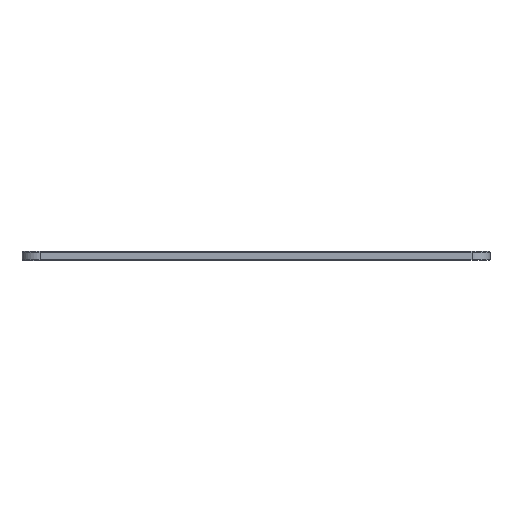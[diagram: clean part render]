
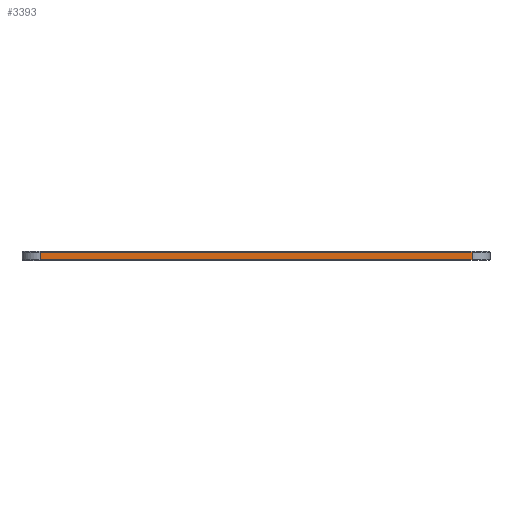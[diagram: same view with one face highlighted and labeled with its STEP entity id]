
A CAD part, front view. The second image highlights one B-rep face of the part: STEP entity #3393.
In plain terms, the highlighted planar face has unit normal (0, -1, 0).
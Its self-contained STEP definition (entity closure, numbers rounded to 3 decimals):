
#158 = PLANE('',#159);
#159 = AXIS2_PLACEMENT_3D('',#160,#161,#162);
#160 = CARTESIAN_POINT('',(0.,-6.1,0.15));
#161 = DIRECTION('',(0.,-0.707,-0.707));
#162 = DIRECTION('',(-1.,-0.,-0.));
#1313 = VERTEX_POINT('',#1314);
#1314 = CARTESIAN_POINT('',(150.,-6.25,0.3));
#1350 = CYLINDRICAL_SURFACE('',#1351,6.25);
#1351 = AXIS2_PLACEMENT_3D('',#1352,#1353,#1354);
#1352 = CARTESIAN_POINT('',(150.,0.,0.));
#1353 = DIRECTION('',(-0.,-0.,-1.));
#1354 = DIRECTION('',(1.,0.,0.));
#1422 = VERTEX_POINT('',#1423);
#1423 = CARTESIAN_POINT('',(0.,-6.25,0.3));
#1444 = EDGE_CURVE('',#1422,#1313,#1445,.T.);
#1445 = SURFACE_CURVE('',#1446,(#1450,#1457),.PCURVE_S1.);
#1446 = LINE('',#1447,#1448);
#1447 = CARTESIAN_POINT('',(0.,-6.25,0.3));
#1448 = VECTOR('',#1449,1.);
#1449 = DIRECTION('',(1.,0.,0.));
#1450 = PCURVE('',#158,#1451);
#1451 = DEFINITIONAL_REPRESENTATION('',(#1452),#1456);
#1452 = LINE('',#1453,#1454);
#1453 = CARTESIAN_POINT('',(-0.,-0.212));
#1454 = VECTOR('',#1455,1.);
#1455 = DIRECTION('',(-1.,0.));
#1456 = ( GEOMETRIC_REPRESENTATION_CONTEXT(2) 
PARAMETRIC_REPRESENTATION_CONTEXT() REPRESENTATION_CONTEXT('2D SPACE',''
  ) );
#1457 = PCURVE('',#1458,#1463);
#1458 = PLANE('',#1459);
#1459 = AXIS2_PLACEMENT_3D('',#1460,#1461,#1462);
#1460 = CARTESIAN_POINT('',(0.,-6.25,0.));
#1461 = DIRECTION('',(0.,1.,0.));
#1462 = DIRECTION('',(1.,0.,0.));
#1463 = DEFINITIONAL_REPRESENTATION('',(#1464),#1468);
#1464 = LINE('',#1465,#1466);
#1465 = CARTESIAN_POINT('',(0.,-0.3));
#1466 = VECTOR('',#1467,1.);
#1467 = DIRECTION('',(1.,0.));
#1468 = ( GEOMETRIC_REPRESENTATION_CONTEXT(2) 
PARAMETRIC_REPRESENTATION_CONTEXT() REPRESENTATION_CONTEXT('2D SPACE',''
  ) );
#1491 = CYLINDRICAL_SURFACE('',#1492,6.25);
#1492 = AXIS2_PLACEMENT_3D('',#1493,#1494,#1495);
#1493 = CARTESIAN_POINT('',(0.,0.,0.));
#1494 = DIRECTION('',(-0.,-0.,-1.));
#1495 = DIRECTION('',(1.,0.,0.));
#3288 = EDGE_CURVE('',#1313,#3289,#3291,.T.);
#3289 = VERTEX_POINT('',#3290);
#3290 = CARTESIAN_POINT('',(150.,-6.25,2.825));
#3291 = SURFACE_CURVE('',#3292,(#3296,#3303),.PCURVE_S1.);
#3292 = LINE('',#3293,#3294);
#3293 = CARTESIAN_POINT('',(150.,-6.25,0.));
#3294 = VECTOR('',#3295,1.);
#3295 = DIRECTION('',(0.,0.,1.));
#3296 = PCURVE('',#1350,#3297);
#3297 = DEFINITIONAL_REPRESENTATION('',(#3298),#3302);
#3298 = LINE('',#3299,#3300);
#3299 = CARTESIAN_POINT('',(-4.712,0.));
#3300 = VECTOR('',#3301,1.);
#3301 = DIRECTION('',(-0.,-1.));
#3302 = ( GEOMETRIC_REPRESENTATION_CONTEXT(2) 
PARAMETRIC_REPRESENTATION_CONTEXT() REPRESENTATION_CONTEXT('2D SPACE',''
  ) );
#3303 = PCURVE('',#1458,#3304);
#3304 = DEFINITIONAL_REPRESENTATION('',(#3305),#3309);
#3305 = LINE('',#3306,#3307);
#3306 = CARTESIAN_POINT('',(150.,0.));
#3307 = VECTOR('',#3308,1.);
#3308 = DIRECTION('',(0.,-1.));
#3309 = ( GEOMETRIC_REPRESENTATION_CONTEXT(2) 
PARAMETRIC_REPRESENTATION_CONTEXT() REPRESENTATION_CONTEXT('2D SPACE',''
  ) );
#3393 = ADVANCED_FACE('',(#3394),#1458,.F.);
#3394 = FACE_BOUND('',#3395,.F.);
#3395 = EDGE_LOOP('',(#3396,#3419,#3445,#3446));
#3396 = ORIENTED_EDGE('',*,*,#3397,.T.);
#3397 = EDGE_CURVE('',#1422,#3398,#3400,.T.);
#3398 = VERTEX_POINT('',#3399);
#3399 = CARTESIAN_POINT('',(0.,-6.25,2.825));
#3400 = SURFACE_CURVE('',#3401,(#3405,#3412),.PCURVE_S1.);
#3401 = LINE('',#3402,#3403);
#3402 = CARTESIAN_POINT('',(0.,-6.25,0.));
#3403 = VECTOR('',#3404,1.);
#3404 = DIRECTION('',(0.,0.,1.));
#3405 = PCURVE('',#1458,#3406);
#3406 = DEFINITIONAL_REPRESENTATION('',(#3407),#3411);
#3407 = LINE('',#3408,#3409);
#3408 = CARTESIAN_POINT('',(0.,0.));
#3409 = VECTOR('',#3410,1.);
#3410 = DIRECTION('',(0.,-1.));
#3411 = ( GEOMETRIC_REPRESENTATION_CONTEXT(2) 
PARAMETRIC_REPRESENTATION_CONTEXT() REPRESENTATION_CONTEXT('2D SPACE',''
  ) );
#3412 = PCURVE('',#1491,#3413);
#3413 = DEFINITIONAL_REPRESENTATION('',(#3414),#3418);
#3414 = LINE('',#3415,#3416);
#3415 = CARTESIAN_POINT('',(-4.712,0.));
#3416 = VECTOR('',#3417,1.);
#3417 = DIRECTION('',(-0.,-1.));
#3418 = ( GEOMETRIC_REPRESENTATION_CONTEXT(2) 
PARAMETRIC_REPRESENTATION_CONTEXT() REPRESENTATION_CONTEXT('2D SPACE',''
  ) );
#3419 = ORIENTED_EDGE('',*,*,#3420,.T.);
#3420 = EDGE_CURVE('',#3398,#3289,#3421,.T.);
#3421 = SURFACE_CURVE('',#3422,(#3426,#3433),.PCURVE_S1.);
#3422 = LINE('',#3423,#3424);
#3423 = CARTESIAN_POINT('',(0.,-6.25,2.825));
#3424 = VECTOR('',#3425,1.);
#3425 = DIRECTION('',(1.,0.,0.));
#3426 = PCURVE('',#1458,#3427);
#3427 = DEFINITIONAL_REPRESENTATION('',(#3428),#3432);
#3428 = LINE('',#3429,#3430);
#3429 = CARTESIAN_POINT('',(0.,-2.825));
#3430 = VECTOR('',#3431,1.);
#3431 = DIRECTION('',(1.,0.));
#3432 = ( GEOMETRIC_REPRESENTATION_CONTEXT(2) 
PARAMETRIC_REPRESENTATION_CONTEXT() REPRESENTATION_CONTEXT('2D SPACE',''
  ) );
#3433 = PCURVE('',#3434,#3439);
#3434 = PLANE('',#3435);
#3435 = AXIS2_PLACEMENT_3D('',#3436,#3437,#3438);
#3436 = CARTESIAN_POINT('',(0.,-6.1,2.975));
#3437 = DIRECTION('',(0.,0.707,-0.707));
#3438 = DIRECTION('',(-1.,-0.,-0.));
#3439 = DEFINITIONAL_REPRESENTATION('',(#3440),#3444);
#3440 = LINE('',#3441,#3442);
#3441 = CARTESIAN_POINT('',(-0.,-0.212));
#3442 = VECTOR('',#3443,1.);
#3443 = DIRECTION('',(-1.,0.));
#3444 = ( GEOMETRIC_REPRESENTATION_CONTEXT(2) 
PARAMETRIC_REPRESENTATION_CONTEXT() REPRESENTATION_CONTEXT('2D SPACE',''
  ) );
#3445 = ORIENTED_EDGE('',*,*,#3288,.F.);
#3446 = ORIENTED_EDGE('',*,*,#1444,.F.);
